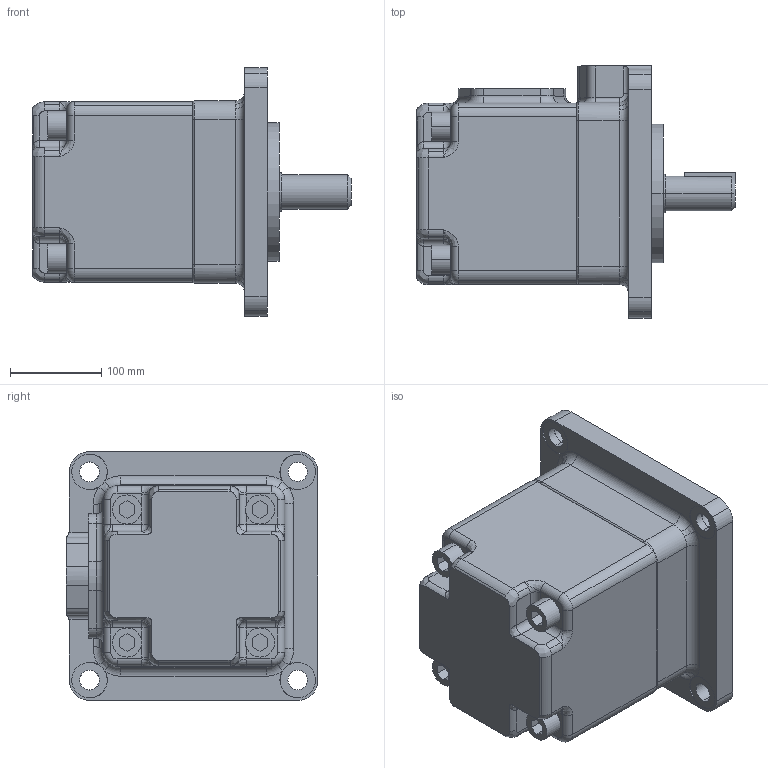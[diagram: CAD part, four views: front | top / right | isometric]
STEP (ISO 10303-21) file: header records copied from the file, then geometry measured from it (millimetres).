
FILE_DESCRIPTION (( 'STEP AP214' ), '1' );
FILE_NAME ('PV2R4_FRAA_YIL.STEP', '2021-08-09T17:28:29', ( '' ), ( '' ), 'SwSTEP 2.0', 'SolidWorks 2019', '' );
FILE_SCHEMA (( 'AUTOMOTIVE_DESIGN' ));
Length unit declared in the file: millimetre
Products named in the file (1): PV2R4_FRAA_YIL
Bounding box: 349.3 x 276.5 x 273 mm (x, y, z)
Volume: 11211173.3 mm3; surface area: 480430.6 mm2
Topology: 2 solids, 2 shells, 378 faces, 933 edges, 560 vertices
Faces by surface type: cylinder 179, plane 110, torus 34, bspline 32, cone 19, sphere 4
Entity records: 15193 total; most frequent: CARTESIAN_POINT 4202, DIRECTION 1947, ORIENTED_EDGE 1826, EDGE_CURVE 913, AXIS2_PLACEMENT_3D 764, VERTEX_POINT 560, VECTOR 419, LINE 419
